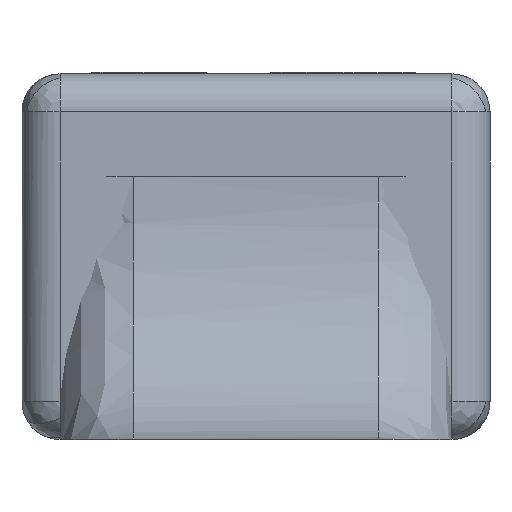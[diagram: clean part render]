
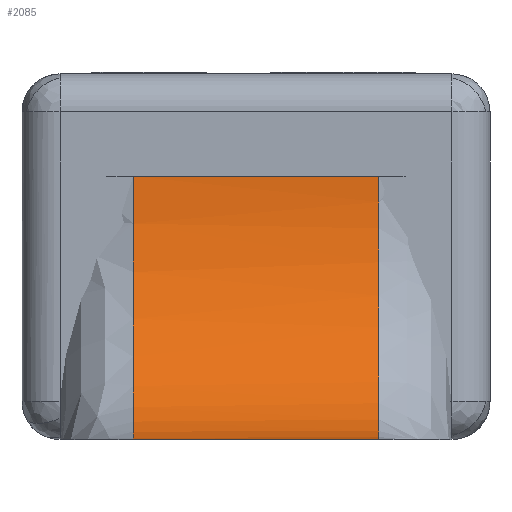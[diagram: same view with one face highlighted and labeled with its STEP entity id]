
A CAD part, left-side view. The second image highlights one B-rep face of the part: STEP entity #2085.
In plain terms, the highlighted free-form (B-spline) face has degree [1, 2] with [2, 3] control points.
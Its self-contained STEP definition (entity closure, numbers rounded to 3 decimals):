
#303 = EDGE_CURVE ( 'NONE', #6331, #9218, #8442, .T. ) ;
#842 = ORIENTED_EDGE ( 'NONE', *, *, #8095, .F. ) ;
#929 = CARTESIAN_POINT ( 'NONE',  ( -1.6, -0.42, 0. ) ) ;
#1256 = ORIENTED_EDGE ( 'NONE', *, *, #2604, .T. ) ;
#1993 = ORIENTED_EDGE ( 'NONE', *, *, #303, .T. ) ;
#2085 = ADVANCED_FACE ( 'NONE', ( #5975 ), #9370, .T. ) ;
#2239 = LINE ( 'NONE', #5054, #8854 ) ;
#2445 = CARTESIAN_POINT ( 'NONE',  ( -1.6, 0.42, 0.9 ) ) ;
#2487 = CARTESIAN_POINT ( 'NONE',  ( -1.6, -0.42, 0.9 ) ) ;
#2492 = CARTESIAN_POINT ( 'NONE',  ( -2.27, -0.42, 0. ) ) ;
#2541 = CARTESIAN_POINT ( 'NONE',  ( -1.6, 0.42, 0. ) ) ;
#2604 = EDGE_CURVE ( 'NONE', #3588, #6331, #2239, .T. ) ;
#3588 = VERTEX_POINT ( 'NONE', #4520 ) ;
#3592 = ORIENTED_EDGE ( 'NONE', *, *, #7867, .T. ) ;
#4520 = CARTESIAN_POINT ( 'NONE',  ( -2.27, 0.42, 0. ) ) ;
#4672 = LINE ( 'NONE', #9110, #9094 ) ;
#4744 = CARTESIAN_POINT ( 'NONE',  ( -1.6, 0.42, 0.9 ) ) ;
#4771 = EDGE_LOOP ( 'NONE', ( #3592, #1256, #1993, #842 ) ) ;
#4814 = CARTESIAN_POINT ( 'NONE',  ( -1.6, -0.42, 0. ) ) ;
#4863 = CARTESIAN_POINT ( 'NONE',  ( -2.27, -0.42, 0. ) ) ;
#5054 = CARTESIAN_POINT ( 'NONE',  ( -2.27, 0., 0. ) ) ;
#5407 = CARTESIAN_POINT ( 'NONE',  ( -1.6, 0.42, 0. ) ) ;
#5827 = CARTESIAN_POINT ( 'NONE',  ( -1.6, -0.42, 0.9 ) ) ;
#5975 = FACE_OUTER_BOUND ( 'NONE', #4771, .T. ) ;
#6013 = DIRECTION ( 'NONE',  ( 0., -1., 0. ) ) ;
#6175 = CARTESIAN_POINT ( 'NONE',  ( -2.27, 0.42, 0. ) ) ;
#6219 = CARTESIAN_POINT ( 'NONE',  ( -1.6, -0.42, 0.9 ) ) ;
#6331 = VERTEX_POINT ( 'NONE', #9181 ) ;
#6460 =( BOUNDED_CURVE ( )  B_SPLINE_CURVE ( 2, ( #2445, #5407, #7911 ),
 .UNSPECIFIED., .F., .T. ) 
 B_SPLINE_CURVE_WITH_KNOTS ( ( 3, 3 ),
 ( 0., 1. ),
 .UNSPECIFIED. ) 
 CURVE ( )  GEOMETRIC_REPRESENTATION_ITEM ( )  RATIONAL_B_SPLINE_CURVE ( ( 1., 0.707, 1. ) ) 
 REPRESENTATION_ITEM ( '' )  );
#7349 = VERTEX_POINT ( 'NONE', #4744 ) ;
#7867 = EDGE_CURVE ( 'NONE', #7349, #3588, #6460, .T. ) ;
#7911 = CARTESIAN_POINT ( 'NONE',  ( -2.27, 0.42, 0. ) ) ;
#7999 = DIRECTION ( 'NONE',  ( 0., -1., 0. ) ) ;
#8095 = EDGE_CURVE ( 'NONE', #7349, #9218, #4672, .T. ) ;
#8442 =( BOUNDED_CURVE ( )  B_SPLINE_CURVE ( 2, ( #4863, #4814, #2487 ),
 .UNSPECIFIED., .F., .T. ) 
 B_SPLINE_CURVE_WITH_KNOTS ( ( 3, 3 ),
 ( 0., 1. ),
 .UNSPECIFIED. ) 
 CURVE ( )  GEOMETRIC_REPRESENTATION_ITEM ( )  RATIONAL_B_SPLINE_CURVE ( ( 1., 0.707, 1. ) ) 
 REPRESENTATION_ITEM ( '' )  );
#8854 = VECTOR ( 'NONE', #7999, 1000. ) ;
#9094 = VECTOR ( 'NONE', #6013, 1000. ) ;
#9110 = CARTESIAN_POINT ( 'NONE',  ( -1.6, 0., 0.9 ) ) ;
#9165 = CARTESIAN_POINT ( 'NONE',  ( -1.6, 0.42, 0.9 ) ) ;
#9181 = CARTESIAN_POINT ( 'NONE',  ( -2.27, -0.42, 0. ) ) ;
#9218 = VERTEX_POINT ( 'NONE', #5827 ) ;
#9370 =( BOUNDED_SURFACE ( )  B_SPLINE_SURFACE ( 1, 2, ( 
 ( #6219, #929, #2492 ),
 ( #9165, #2541, #6175 ) ),
 .UNSPECIFIED., .F., .F., .T. ) 
 B_SPLINE_SURFACE_WITH_KNOTS ( ( 2, 2 ),
 ( 3, 3 ),
 ( 0.278, 1.211 ),
 ( 1.571, 3.142 ),
 .UNSPECIFIED. ) 
 GEOMETRIC_REPRESENTATION_ITEM ( )  RATIONAL_B_SPLINE_SURFACE ( (
 ( 1., 0.707, 1.),
 ( 1., 0.707, 1.) ) ) 
 REPRESENTATION_ITEM ( '' )  SURFACE ( )  );
